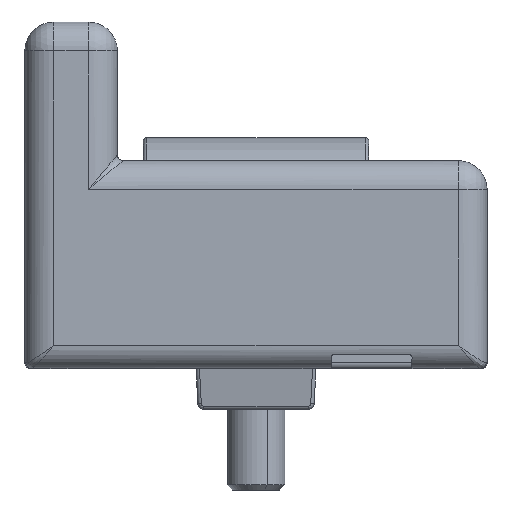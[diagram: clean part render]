
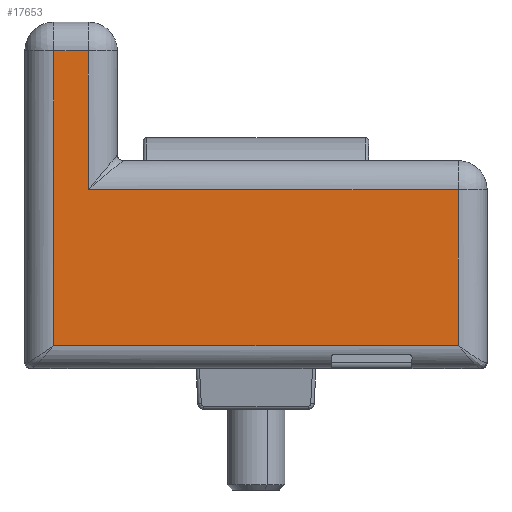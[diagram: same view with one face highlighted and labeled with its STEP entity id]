
A CAD part, left-side view. The second image highlights one B-rep face of the part: STEP entity #17653.
In plain terms, the highlighted face is planar.
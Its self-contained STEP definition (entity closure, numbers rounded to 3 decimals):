
#671 = CARTESIAN_POINT ( 'NONE',  ( 40., -17.5, 25.5 ) ) ;
#723 = ORIENTED_EDGE ( 'NONE', *, *, #4655, .T. ) ;
#772 = EDGE_CURVE ( 'NONE', #17007, #15162, #20455, .T. ) ;
#893 = EDGE_CURVE ( 'NONE', #6255, #1293, #8032, .T. ) ;
#1293 = VERTEX_POINT ( 'NONE', #10894 ) ;
#1440 = VECTOR ( 'NONE', #13853, 1000. ) ;
#2691 = ORIENTED_EDGE ( 'NONE', *, *, #22270, .T. ) ;
#3206 = VECTOR ( 'NONE', #16676, 1000. ) ;
#3487 = CARTESIAN_POINT ( 'NONE',  ( 40., 17.5, 13.5 ) ) ;
#3615 = DIRECTION ( 'NONE',  ( 0., -1., 0. ) ) ;
#3857 = EDGE_CURVE ( 'NONE', #5529, #15174, #16448, .T. ) ;
#4192 = CARTESIAN_POINT ( 'NONE',  ( 40., -14.5, 16. ) ) ;
#4222 = LINE ( 'NONE', #4192, #22862 ) ;
#4370 = EDGE_LOOP ( 'NONE', ( #22778, #2691, #10485, #723, #21400, #18663 ) ) ;
#4655 = EDGE_CURVE ( 'NONE', #15174, #17007, #4222, .T. ) ;
#4729 = CARTESIAN_POINT ( 'NONE',  ( 40., -12., 13.5 ) ) ;
#5359 = LINE ( 'NONE', #6933, #19225 ) ;
#5529 = VERTEX_POINT ( 'NONE', #3487 ) ;
#6255 = VERTEX_POINT ( 'NONE', #8287 ) ;
#6933 = CARTESIAN_POINT ( 'NONE',  ( 40., -17.5, 16. ) ) ;
#7203 = CARTESIAN_POINT ( 'NONE',  ( 40., 20., 25.5 ) ) ;
#7287 = CARTESIAN_POINT ( 'NONE',  ( 40., -14.5, 25.5 ) ) ;
#7334 = DIRECTION ( 'NONE',  ( 0., 0., 1. ) ) ;
#7866 = DIRECTION ( 'NONE',  ( 0., 0., 1. ) ) ;
#8032 = LINE ( 'NONE', #11242, #3206 ) ;
#8287 = CARTESIAN_POINT ( 'NONE',  ( 40., -17.5, 0. ) ) ;
#8733 = DIRECTION ( 'NONE',  ( 0., 0., -1. ) ) ;
#10485 = ORIENTED_EDGE ( 'NONE', *, *, #3857, .T. ) ;
#10894 = CARTESIAN_POINT ( 'NONE',  ( 40., 17.5, 0. ) ) ;
#11242 = CARTESIAN_POINT ( 'NONE',  ( 40., -20., 0. ) ) ;
#11735 = AXIS2_PLACEMENT_3D ( 'NONE', #20852, #22643, #11875 ) ;
#11875 = DIRECTION ( 'NONE',  ( 0., -1., 0. ) ) ;
#13853 = DIRECTION ( 'NONE',  ( 0., -1., 0. ) ) ;
#14456 = CARTESIAN_POINT ( 'NONE',  ( 40., 17.5, 16. ) ) ;
#15024 = LINE ( 'NONE', #14456, #20366 ) ;
#15162 = VERTEX_POINT ( 'NONE', #671 ) ;
#15174 = VERTEX_POINT ( 'NONE', #22269 ) ;
#15685 = VECTOR ( 'NONE', #3615, 1000. ) ;
#16448 = LINE ( 'NONE', #4729, #1440 ) ;
#16676 = DIRECTION ( 'NONE',  ( 0., 1., 0. ) ) ;
#17007 = VERTEX_POINT ( 'NONE', #7287 ) ;
#17227 = PLANE ( 'NONE',  #11735 ) ;
#17653 = ADVANCED_FACE ( 'NONE', ( #21303 ), #17227, .F. ) ;
#18663 = ORIENTED_EDGE ( 'NONE', *, *, #22703, .T. ) ;
#19225 = VECTOR ( 'NONE', #8733, 1000. ) ;
#20366 = VECTOR ( 'NONE', #7334, 1000. ) ;
#20455 = LINE ( 'NONE', #7203, #15685 ) ;
#20852 = CARTESIAN_POINT ( 'NONE',  ( 40., 20., 16. ) ) ;
#21303 = FACE_OUTER_BOUND ( 'NONE', #4370, .T. ) ;
#21400 = ORIENTED_EDGE ( 'NONE', *, *, #772, .T. ) ;
#22270 = EDGE_CURVE ( 'NONE', #1293, #5529, #15024, .T. ) ;
#22269 = CARTESIAN_POINT ( 'NONE',  ( 40., -14.5, 13.5 ) ) ;
#22643 = DIRECTION ( 'NONE',  ( -1., 0., 0. ) ) ;
#22703 = EDGE_CURVE ( 'NONE', #15162, #6255, #5359, .T. ) ;
#22778 = ORIENTED_EDGE ( 'NONE', *, *, #893, .T. ) ;
#22862 = VECTOR ( 'NONE', #7866, 1000. ) ;
